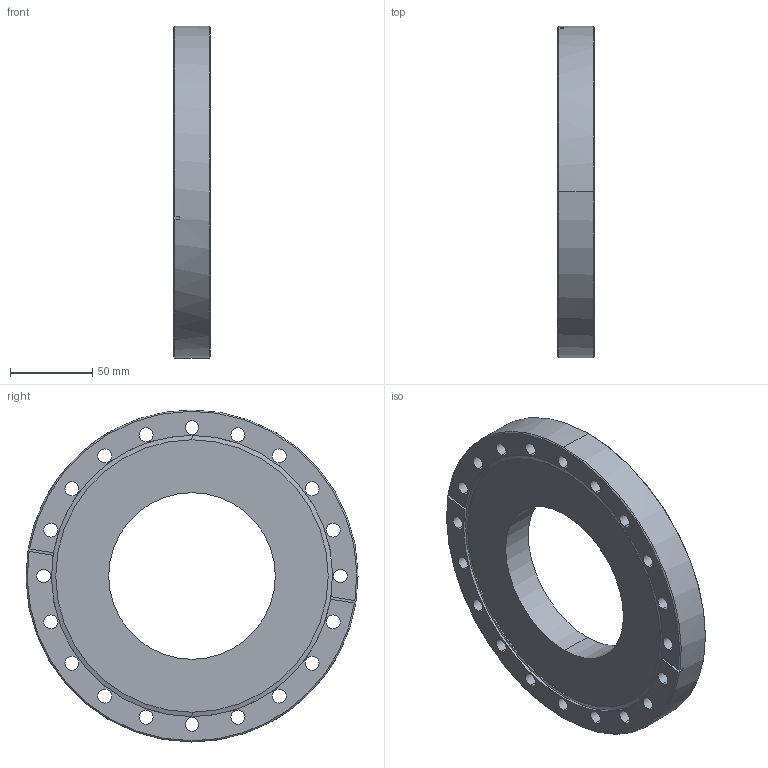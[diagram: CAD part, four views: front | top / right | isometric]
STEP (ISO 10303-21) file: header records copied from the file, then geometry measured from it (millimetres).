
FILE_DESCRIPTION (( 'STEP AP203' ), '1' );
FILE_NAME ('150033.STEP', '2010-08-30T15:04:06', ( 'MIS' ), ( '' ), 'SwSTEP 2.0', 'SolidWorks 2010', '' );
FILE_SCHEMA (( 'CONFIG_CONTROL_DESIGN' ));
Length unit declared in the file: inch
Products named in the file (1): 150033
Bounding box: 22.35 x 202.44 x 202.44 mm (x, y, z)
Volume: 477453.3 mm3; surface area: 85369.3 mm2
Topology: 1 solids, 1 shells, 139 faces, 362 edges, 211 vertices
Faces by surface type: cylinder 88, cone 41, plane 10
Entity records: 4244 total; most frequent: DIRECTION 787, CARTESIAN_POINT 705, ORIENTED_EDGE 660, EDGE_CURVE 330, AXIS2_PLACEMENT_3D 325, VERTEX_POINT 211, EDGE_LOOP 199, CIRCLE 185
